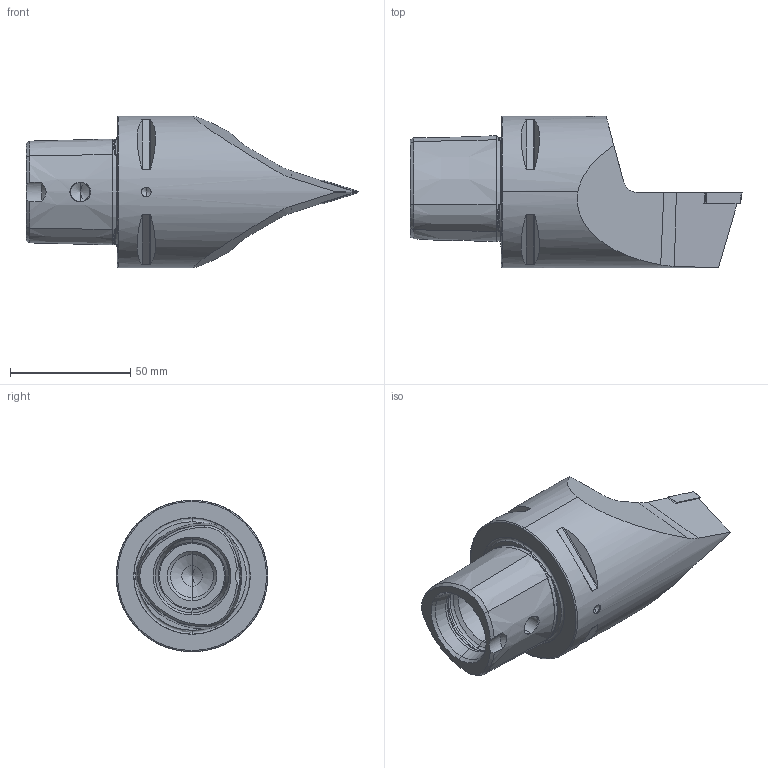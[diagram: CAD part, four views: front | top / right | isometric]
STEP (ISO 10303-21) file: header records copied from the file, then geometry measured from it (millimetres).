
FILE_DESCRIPTION (( 'STEP AP203' ), '1' );
FILE_NAME ('PS6-KVF.NVA.100.STEP', '2013-06-24T13:40:42', ( 'baer' ), ( 'Hewlett-Packard Company' ), 'SwSTEP 2.0', 'SolidWorks 2012', '' );
FILE_SCHEMA (( 'CONFIG_CONTROL_DESIGN' ));
Length unit declared in the file: millimetre
Products named in the file (5): PS6-KVF.NVA.100; KVT_MB_600_060; WCB-ER2.001.009_A; VBMT160404; PS6-KVF.NVA.100_A
Assembly tree (4 placements, depth 2):
  PS6-KVF.NVA.100
    PS6-KVF.NVA.100_A
    VBMT160404
    WCB-ER2.001.009_A
    KVT_MB_600_060
Bounding box: 138.02 x 63 x 63 mm (x, y, z)
Volume: 194005 mm3; surface area: 30590.8 mm2
Topology: 5 solids, 5 shells, 273 faces, 663 edges, 394 vertices
Faces by surface type: cone 97, cylinder 66, plane 56, torus 34, bspline 16, sphere 4
Entity records: 9385 total; most frequent: CARTESIAN_POINT 2833, ORIENTED_EDGE 1288, DIRECTION 1244, EDGE_CURVE 644, AXIS2_PLACEMENT_3D 504, VERTEX_POINT 391, EDGE_LOOP 291, ADVANCED_FACE 273
